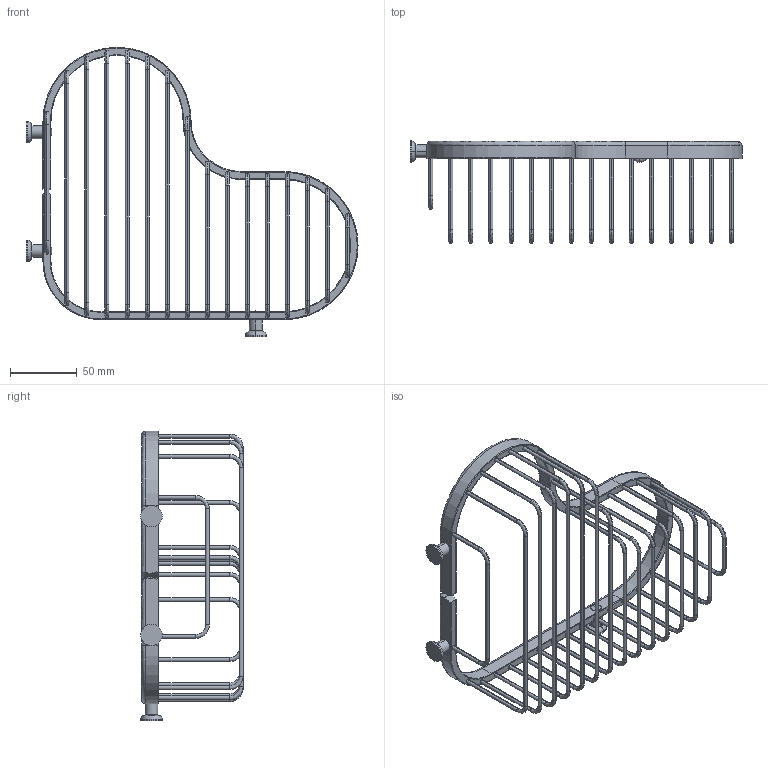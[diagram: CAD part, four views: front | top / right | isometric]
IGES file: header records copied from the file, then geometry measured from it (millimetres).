
Start section:  PTC IGES file: 505l.igs
Global section: file name: 505l.igs; native system: Creo Parametric by PTC Inc.; preprocessor: 2018400; author: jinson.thomas; organization: Unknown; date: 20220112.105330; units: inch
Bounding box: 248.72 x 76.68 x 216.69 mm (x, y, z)
Volume: 85775.9 mm3; surface area: 64523.6 mm2
Topology: 1 solids, 1 shells, 238 faces, 534 edges, 295 vertices
Faces by surface type: revolution 222, bspline 16
